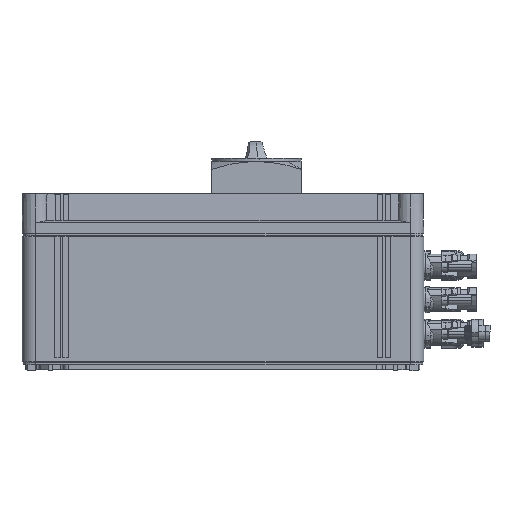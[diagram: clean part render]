
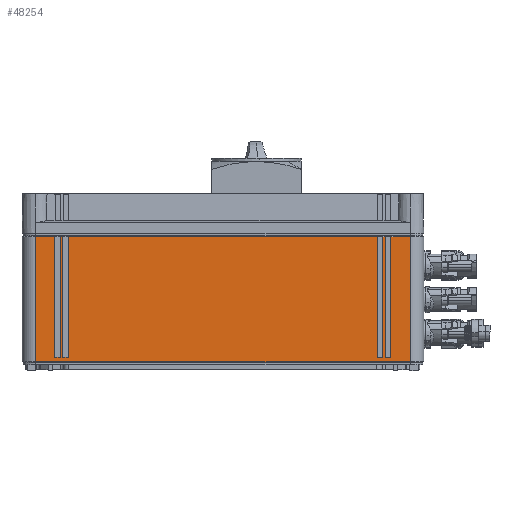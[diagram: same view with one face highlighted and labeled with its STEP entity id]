
A CAD part, left-side view. The second image highlights one B-rep face of the part: STEP entity #48254.
In plain terms, the highlighted planar face has unit normal (-1, 0, 0).
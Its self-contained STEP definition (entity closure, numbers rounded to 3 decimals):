
#48099=AXIS2_PLACEMENT_3D('Plane Axis2P3D',#48096,#48097,#48098) ;
#47713=CARTESIAN_POINT('Vertex',(0.,59.45,100.067)) ;
#47716=CARTESIAN_POINT('Line Origine',(0.,59.45,100.067)) ;
#47720=CARTESIAN_POINT('Vertex',(0.,59.45,6.433)) ;
#48096=CARTESIAN_POINT('Axis2P3D Location',(0.,59.45,100.067)) ;
#48101=CARTESIAN_POINT('Line Origine',(0.,316.95,10.)) ;
#48105=CARTESIAN_POINT('Vertex',(0.,314.95,10.)) ;
#48107=CARTESIAN_POINT('Vertex',(0.,318.95,10.)) ;
#48110=CARTESIAN_POINT('Line Origine',(0.,318.95,55.033)) ;
#48114=CARTESIAN_POINT('Vertex',(0.,318.95,100.067)) ;
#48117=CARTESIAN_POINT('Line Origine',(0.,319.95,100.067)) ;
#48121=CARTESIAN_POINT('Vertex',(0.,320.95,100.067)) ;
#48124=CARTESIAN_POINT('Line Origine',(0.,320.95,55.033)) ;
#48128=CARTESIAN_POINT('Vertex',(0.,320.95,10.)) ;
#48131=CARTESIAN_POINT('Line Origine',(0.,322.95,10.)) ;
#48135=CARTESIAN_POINT('Vertex',(0.,324.95,10.)) ;
#48138=CARTESIAN_POINT('Line Origine',(0.,324.95,55.033)) ;
#48142=CARTESIAN_POINT('Vertex',(0.,324.95,100.067)) ;
#48145=CARTESIAN_POINT('Line Origine',(0.,332.2,100.067)) ;
#48149=CARTESIAN_POINT('Vertex',(0.,339.45,100.067)) ;
#48152=CARTESIAN_POINT('Line Origine',(0.,339.45,53.25)) ;
#48156=CARTESIAN_POINT('Vertex',(0.,339.45,6.433)) ;
#48159=CARTESIAN_POINT('Line Origine',(0.,199.45,6.433)) ;
#48164=CARTESIAN_POINT('Line Origine',(0.,66.7,100.067)) ;
#48168=CARTESIAN_POINT('Vertex',(0.,73.95,100.067)) ;
#48171=CARTESIAN_POINT('Line Origine',(0.,73.95,55.033)) ;
#48175=CARTESIAN_POINT('Vertex',(0.,73.95,10.)) ;
#48178=CARTESIAN_POINT('Line Origine',(0.,75.95,10.)) ;
#48182=CARTESIAN_POINT('Vertex',(0.,77.95,10.)) ;
#48185=CARTESIAN_POINT('Line Origine',(0.,77.95,55.033)) ;
#48189=CARTESIAN_POINT('Vertex',(0.,77.95,100.067)) ;
#48192=CARTESIAN_POINT('Line Origine',(0.,78.95,100.067)) ;
#48196=CARTESIAN_POINT('Vertex',(0.,79.95,100.067)) ;
#48199=CARTESIAN_POINT('Line Origine',(0.,79.95,55.033)) ;
#48203=CARTESIAN_POINT('Vertex',(0.,79.95,10.)) ;
#48206=CARTESIAN_POINT('Line Origine',(0.,81.95,10.)) ;
#48210=CARTESIAN_POINT('Vertex',(0.,83.95,10.)) ;
#48213=CARTESIAN_POINT('Line Origine',(0.,83.95,55.033)) ;
#48217=CARTESIAN_POINT('Vertex',(0.,83.95,100.067)) ;
#48220=CARTESIAN_POINT('Line Origine',(0.,199.45,100.067)) ;
#48224=CARTESIAN_POINT('Vertex',(0.,314.95,100.067)) ;
#48227=CARTESIAN_POINT('Line Origine',(0.,314.95,55.033)) ;
#47717=DIRECTION('Vector Direction',(0.,0.,-1.)) ;
#48097=DIRECTION('Axis2P3D Direction',(-1.,0.,-0.)) ;
#48098=DIRECTION('Axis2P3D XDirection',(0.,1.,0.)) ;
#48102=DIRECTION('Vector Direction',(0.,1.,0.)) ;
#48111=DIRECTION('Vector Direction',(0.,0.,1.)) ;
#48118=DIRECTION('Vector Direction',(0.,1.,0.)) ;
#48125=DIRECTION('Vector Direction',(0.,0.,-1.)) ;
#48132=DIRECTION('Vector Direction',(0.,1.,0.)) ;
#48139=DIRECTION('Vector Direction',(0.,0.,1.)) ;
#48146=DIRECTION('Vector Direction',(0.,1.,0.)) ;
#48153=DIRECTION('Vector Direction',(0.,0.,-1.)) ;
#48160=DIRECTION('Vector Direction',(0.,1.,0.)) ;
#48165=DIRECTION('Vector Direction',(0.,1.,0.)) ;
#48172=DIRECTION('Vector Direction',(0.,0.,-1.)) ;
#48179=DIRECTION('Vector Direction',(0.,1.,0.)) ;
#48186=DIRECTION('Vector Direction',(0.,0.,1.)) ;
#48193=DIRECTION('Vector Direction',(0.,1.,0.)) ;
#48200=DIRECTION('Vector Direction',(0.,0.,-1.)) ;
#48207=DIRECTION('Vector Direction',(0.,1.,0.)) ;
#48214=DIRECTION('Vector Direction',(0.,0.,1.)) ;
#48221=DIRECTION('Vector Direction',(0.,1.,0.)) ;
#48228=DIRECTION('Vector Direction',(0.,0.,-1.)) ;
#47718=VECTOR('Line Direction',#47717,1.) ;
#48103=VECTOR('Line Direction',#48102,1.) ;
#48112=VECTOR('Line Direction',#48111,1.) ;
#48119=VECTOR('Line Direction',#48118,1.) ;
#48126=VECTOR('Line Direction',#48125,1.) ;
#48133=VECTOR('Line Direction',#48132,1.) ;
#48140=VECTOR('Line Direction',#48139,1.) ;
#48147=VECTOR('Line Direction',#48146,1.) ;
#48154=VECTOR('Line Direction',#48153,1.) ;
#48161=VECTOR('Line Direction',#48160,1.) ;
#48166=VECTOR('Line Direction',#48165,1.) ;
#48173=VECTOR('Line Direction',#48172,1.) ;
#48180=VECTOR('Line Direction',#48179,1.) ;
#48187=VECTOR('Line Direction',#48186,1.) ;
#48194=VECTOR('Line Direction',#48193,1.) ;
#48201=VECTOR('Line Direction',#48200,1.) ;
#48208=VECTOR('Line Direction',#48207,1.) ;
#48215=VECTOR('Line Direction',#48214,1.) ;
#48222=VECTOR('Line Direction',#48221,1.) ;
#48229=VECTOR('Line Direction',#48228,1.) ;
#48233=ORIENTED_EDGE('',*,*,#48109,.T.) ;
#48234=ORIENTED_EDGE('',*,*,#48116,.T.) ;
#48235=ORIENTED_EDGE('',*,*,#48123,.T.) ;
#48236=ORIENTED_EDGE('',*,*,#48130,.T.) ;
#48237=ORIENTED_EDGE('',*,*,#48137,.T.) ;
#48238=ORIENTED_EDGE('',*,*,#48144,.T.) ;
#48239=ORIENTED_EDGE('',*,*,#48151,.T.) ;
#48240=ORIENTED_EDGE('',*,*,#48158,.T.) ;
#48241=ORIENTED_EDGE('',*,*,#48163,.F.) ;
#48242=ORIENTED_EDGE('',*,*,#47722,.F.) ;
#48243=ORIENTED_EDGE('',*,*,#48170,.T.) ;
#48244=ORIENTED_EDGE('',*,*,#48177,.T.) ;
#48245=ORIENTED_EDGE('',*,*,#48184,.T.) ;
#48246=ORIENTED_EDGE('',*,*,#48191,.T.) ;
#48247=ORIENTED_EDGE('',*,*,#48198,.T.) ;
#48248=ORIENTED_EDGE('',*,*,#48205,.T.) ;
#48249=ORIENTED_EDGE('',*,*,#48212,.T.) ;
#48250=ORIENTED_EDGE('',*,*,#48219,.T.) ;
#48251=ORIENTED_EDGE('',*,*,#48226,.T.) ;
#48252=ORIENTED_EDGE('',*,*,#48231,.T.) ;
#48254=ADVANCED_FACE('Hauptk\X2\00F6\X0\rper',(#48253),#48100,.T.) ;
#47722=EDGE_CURVE('',#47714,#47721,#47719,.T.) ;
#48109=EDGE_CURVE('',#48106,#48108,#48104,.T.) ;
#48116=EDGE_CURVE('',#48108,#48115,#48113,.T.) ;
#48123=EDGE_CURVE('',#48115,#48122,#48120,.T.) ;
#48130=EDGE_CURVE('',#48122,#48129,#48127,.T.) ;
#48137=EDGE_CURVE('',#48129,#48136,#48134,.T.) ;
#48144=EDGE_CURVE('',#48136,#48143,#48141,.T.) ;
#48151=EDGE_CURVE('',#48143,#48150,#48148,.T.) ;
#48158=EDGE_CURVE('',#48150,#48157,#48155,.T.) ;
#48163=EDGE_CURVE('',#47721,#48157,#48162,.T.) ;
#48170=EDGE_CURVE('',#47714,#48169,#48167,.T.) ;
#48177=EDGE_CURVE('',#48169,#48176,#48174,.T.) ;
#48184=EDGE_CURVE('',#48176,#48183,#48181,.T.) ;
#48191=EDGE_CURVE('',#48183,#48190,#48188,.T.) ;
#48198=EDGE_CURVE('',#48190,#48197,#48195,.T.) ;
#48205=EDGE_CURVE('',#48197,#48204,#48202,.T.) ;
#48212=EDGE_CURVE('',#48204,#48211,#48209,.T.) ;
#48219=EDGE_CURVE('',#48211,#48218,#48216,.T.) ;
#48226=EDGE_CURVE('',#48218,#48225,#48223,.T.) ;
#48231=EDGE_CURVE('',#48225,#48106,#48230,.T.) ;
#48232=EDGE_LOOP('',(#48233,#48234,#48235,#48236,#48237,#48238,#48239,#48240,#48241,#48242,#48243,#48244,#48245,#48246,#48247,#48248,#48249,#48250,#48251,#48252)) ;
#48253=FACE_OUTER_BOUND('',#48232,.T.) ;
#47719=LINE('Line',#47716,#47718) ;
#48104=LINE('Line',#48101,#48103) ;
#48113=LINE('Line',#48110,#48112) ;
#48120=LINE('Line',#48117,#48119) ;
#48127=LINE('Line',#48124,#48126) ;
#48134=LINE('Line',#48131,#48133) ;
#48141=LINE('Line',#48138,#48140) ;
#48148=LINE('Line',#48145,#48147) ;
#48155=LINE('Line',#48152,#48154) ;
#48162=LINE('Line',#48159,#48161) ;
#48167=LINE('Line',#48164,#48166) ;
#48174=LINE('Line',#48171,#48173) ;
#48181=LINE('Line',#48178,#48180) ;
#48188=LINE('Line',#48185,#48187) ;
#48195=LINE('Line',#48192,#48194) ;
#48202=LINE('Line',#48199,#48201) ;
#48209=LINE('Line',#48206,#48208) ;
#48216=LINE('Line',#48213,#48215) ;
#48223=LINE('Line',#48220,#48222) ;
#48230=LINE('Line',#48227,#48229) ;
#48100=PLANE('',#48099) ;
#47714=VERTEX_POINT('',#47713) ;
#47721=VERTEX_POINT('',#47720) ;
#48106=VERTEX_POINT('',#48105) ;
#48108=VERTEX_POINT('',#48107) ;
#48115=VERTEX_POINT('',#48114) ;
#48122=VERTEX_POINT('',#48121) ;
#48129=VERTEX_POINT('',#48128) ;
#48136=VERTEX_POINT('',#48135) ;
#48143=VERTEX_POINT('',#48142) ;
#48150=VERTEX_POINT('',#48149) ;
#48157=VERTEX_POINT('',#48156) ;
#48169=VERTEX_POINT('',#48168) ;
#48176=VERTEX_POINT('',#48175) ;
#48183=VERTEX_POINT('',#48182) ;
#48190=VERTEX_POINT('',#48189) ;
#48197=VERTEX_POINT('',#48196) ;
#48204=VERTEX_POINT('',#48203) ;
#48211=VERTEX_POINT('',#48210) ;
#48218=VERTEX_POINT('',#48217) ;
#48225=VERTEX_POINT('',#48224) ;
